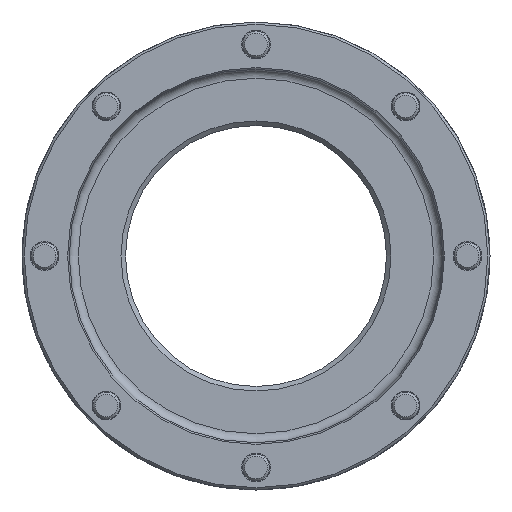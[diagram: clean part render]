
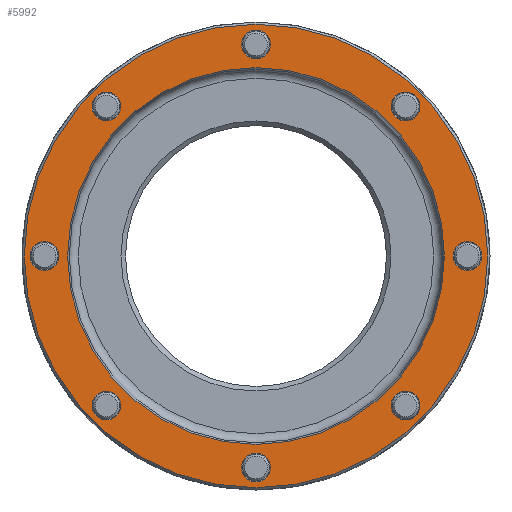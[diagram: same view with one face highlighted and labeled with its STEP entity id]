
A CAD part, left-side view. The second image highlights one B-rep face of the part: STEP entity #5992.
In plain terms, the highlighted planar face has unit normal (-1, 0, 0).
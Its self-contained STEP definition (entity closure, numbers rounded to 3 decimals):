
#983=PLANE('',#6696);
#2089=ORIENTED_EDGE('',*,*,#3141,.T.);
#2090=ORIENTED_EDGE('',*,*,#3118,.T.);
#2091=ORIENTED_EDGE('',*,*,#3119,.T.);
#2092=ORIENTED_EDGE('',*,*,#3120,.T.);
#2093=ORIENTED_EDGE('',*,*,#3121,.T.);
#2094=ORIENTED_EDGE('',*,*,#3122,.T.);
#2095=ORIENTED_EDGE('',*,*,#3123,.T.);
#2096=ORIENTED_EDGE('',*,*,#3124,.T.);
#2097=ORIENTED_EDGE('',*,*,#3142,.T.);
#2098=ORIENTED_EDGE('',*,*,#3143,.T.);
#3118=EDGE_CURVE('',#3746,#3746,#4182,.T.);
#3119=EDGE_CURVE('',#3747,#3747,#4183,.T.);
#3120=EDGE_CURVE('',#3748,#3748,#4184,.T.);
#3121=EDGE_CURVE('',#3749,#3749,#4185,.T.);
#3122=EDGE_CURVE('',#3750,#3750,#4186,.T.);
#3123=EDGE_CURVE('',#3751,#3751,#4187,.T.);
#3124=EDGE_CURVE('',#3752,#3752,#4188,.T.);
#3141=EDGE_CURVE('',#3768,#3768,#4205,.T.);
#3142=EDGE_CURVE('',#3769,#3769,#4206,.T.);
#3143=EDGE_CURVE('',#3770,#3770,#4207,.T.);
#3746=VERTEX_POINT('',#10003);
#3747=VERTEX_POINT('',#10006);
#3748=VERTEX_POINT('',#10009);
#3749=VERTEX_POINT('',#10012);
#3750=VERTEX_POINT('',#10015);
#3751=VERTEX_POINT('',#10018);
#3752=VERTEX_POINT('',#10021);
#3768=VERTEX_POINT('',#10056);
#3769=VERTEX_POINT('',#10058);
#3770=VERTEX_POINT('',#10060);
#4182=CIRCLE('',#6666,3.2);
#4183=CIRCLE('',#6668,3.2);
#4184=CIRCLE('',#6670,3.2);
#4185=CIRCLE('',#6672,3.2);
#4186=CIRCLE('',#6674,3.2);
#4187=CIRCLE('',#6676,3.2);
#4188=CIRCLE('',#6678,3.2);
#4205=CIRCLE('',#6697,51.5);
#4206=CIRCLE('',#6698,41.864);
#4207=CIRCLE('',#6699,3.2);
#4740=EDGE_LOOP('',(#2089));
#4741=EDGE_LOOP('',(#2090));
#4742=EDGE_LOOP('',(#2091));
#4743=EDGE_LOOP('',(#2092));
#4744=EDGE_LOOP('',(#2093));
#4745=EDGE_LOOP('',(#2094));
#4746=EDGE_LOOP('',(#2095));
#4747=EDGE_LOOP('',(#2096));
#4748=EDGE_LOOP('',(#2097));
#4749=EDGE_LOOP('',(#2098));
#5409=FACE_BOUND('',#4740,.T.);
#5410=FACE_BOUND('',#4741,.T.);
#5411=FACE_BOUND('',#4742,.T.);
#5412=FACE_BOUND('',#4743,.T.);
#5413=FACE_BOUND('',#4744,.T.);
#5414=FACE_BOUND('',#4745,.T.);
#5415=FACE_BOUND('',#4746,.T.);
#5416=FACE_BOUND('',#4747,.T.);
#5417=FACE_BOUND('',#4748,.T.);
#5418=FACE_BOUND('',#4749,.T.);
#5992=ADVANCED_FACE('',(#5409,#5410,#5411,#5412,#5413,#5414,#5415,#5416,
#5417,#5418),#983,.T.);
#6666=AXIS2_PLACEMENT_3D('',#10002,#8182,#8183);
#6668=AXIS2_PLACEMENT_3D('',#10005,#8186,#8187);
#6670=AXIS2_PLACEMENT_3D('',#10008,#8190,#8191);
#6672=AXIS2_PLACEMENT_3D('',#10011,#8194,#8195);
#6674=AXIS2_PLACEMENT_3D('',#10014,#8198,#8199);
#6676=AXIS2_PLACEMENT_3D('',#10017,#8202,#8203);
#6678=AXIS2_PLACEMENT_3D('',#10020,#8206,#8207);
#6696=AXIS2_PLACEMENT_3D('',#10054,#8242,#8243);
#6697=AXIS2_PLACEMENT_3D('',#10055,#8244,#8245);
#6698=AXIS2_PLACEMENT_3D('',#10057,#8246,#8247);
#6699=AXIS2_PLACEMENT_3D('',#10059,#8248,#8249);
#8182=DIRECTION('',(1.,0.,0.));
#8183=DIRECTION('',(0.,-0.707,0.707));
#8186=DIRECTION('',(1.,0.,0.));
#8187=DIRECTION('',(0.,0.,1.));
#8190=DIRECTION('',(1.,0.,0.));
#8191=DIRECTION('',(0.,0.707,0.707));
#8194=DIRECTION('',(1.,0.,0.));
#8195=DIRECTION('',(0.,1.,0.));
#8198=DIRECTION('',(1.,0.,0.));
#8199=DIRECTION('',(0.,0.707,-0.707));
#8202=DIRECTION('',(1.,0.,0.));
#8203=DIRECTION('',(0.,0.,-1.));
#8206=DIRECTION('',(1.,0.,0.));
#8207=DIRECTION('',(0.,-0.707,-0.707));
#8242=DIRECTION('',(-1.,0.,0.));
#8243=DIRECTION('',(0.,0.,-1.));
#8244=DIRECTION('',(-1.,0.,0.));
#8245=DIRECTION('',(0.,0.,-1.));
#8246=DIRECTION('',(1.,0.,0.));
#8247=DIRECTION('',(0.,0.,1.));
#8248=DIRECTION('',(1.,0.,0.));
#8249=DIRECTION('',(0.,-1.,0.));
#10002=CARTESIAN_POINT('',(-13.137,33.234,33.234));
#10003=CARTESIAN_POINT('',(-13.137,30.971,35.497));
#10005=CARTESIAN_POINT('',(-13.137,47.,0.));
#10006=CARTESIAN_POINT('',(-13.137,47.,3.2));
#10008=CARTESIAN_POINT('',(-13.137,33.234,-33.234));
#10009=CARTESIAN_POINT('',(-13.137,35.497,-30.971));
#10011=CARTESIAN_POINT('',(-13.137,0.,-47.));
#10012=CARTESIAN_POINT('',(-13.137,3.2,-47.));
#10014=CARTESIAN_POINT('',(-13.137,-33.234,-33.234));
#10015=CARTESIAN_POINT('',(-13.137,-30.971,-35.497));
#10017=CARTESIAN_POINT('',(-13.137,-47.,0.));
#10018=CARTESIAN_POINT('',(-13.137,-47.,-3.2));
#10020=CARTESIAN_POINT('',(-13.137,-33.234,33.234));
#10021=CARTESIAN_POINT('',(-13.137,-35.497,30.971));
#10054=CARTESIAN_POINT('',(-13.137,0.,52.));
#10055=CARTESIAN_POINT('',(-13.137,0.,0.));
#10056=CARTESIAN_POINT('',(-13.137,0.,-51.5));
#10057=CARTESIAN_POINT('',(-13.137,0.,0.));
#10058=CARTESIAN_POINT('',(-13.137,0.,41.864));
#10059=CARTESIAN_POINT('',(-13.137,0.,47.));
#10060=CARTESIAN_POINT('',(-13.137,-3.2,47.));
